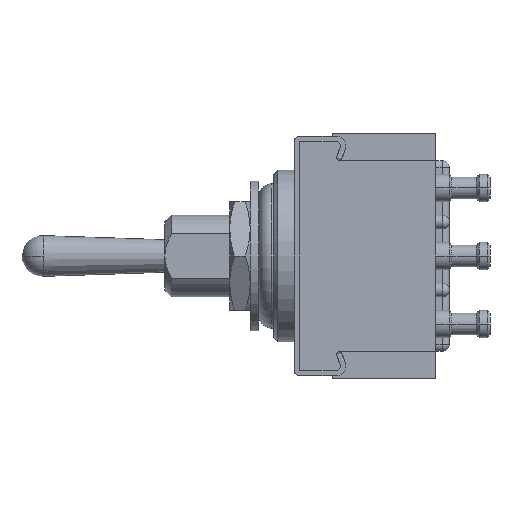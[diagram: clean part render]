
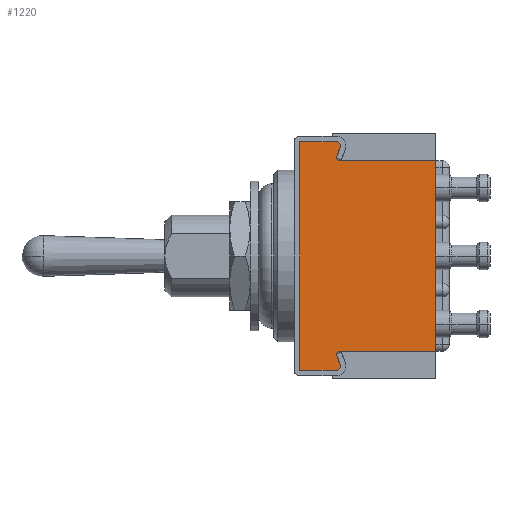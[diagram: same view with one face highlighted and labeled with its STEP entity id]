
A CAD part, left-side view. The second image highlights one B-rep face of the part: STEP entity #1220.
In plain terms, the highlighted planar face has unit normal (-1, 0, 0).
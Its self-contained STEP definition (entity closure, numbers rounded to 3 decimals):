
#124 = VERTEX_POINT ( 'NONE', #3307 ) ;
#127 = LINE ( 'NONE', #1413, #795 ) ;
#137 = EDGE_CURVE ( 'NONE', #124, #3670, #7197, .T. ) ;
#142 = DIRECTION ( 'NONE',  ( 0., -1., 0. ) ) ;
#161 = CARTESIAN_POINT ( 'NONE',  ( -7.4, 10., -8.4 ) ) ;
#206 = LINE ( 'NONE', #8480, #8860 ) ;
#258 = LINE ( 'NONE', #353, #1186 ) ;
#353 = CARTESIAN_POINT ( 'NONE',  ( -7.4, 7.017, 8.001 ) ) ;
#435 = ORIENTED_EDGE ( 'NONE', *, *, #3952, .F. ) ;
#579 = CARTESIAN_POINT ( 'NONE',  ( -7.4, 0., -7. ) ) ;
#653 = DIRECTION ( 'NONE',  ( 0., -1., 0. ) ) ;
#696 = AXIS2_PLACEMENT_3D ( 'NONE', #5147, #7790, #10358 ) ;
#795 = VECTOR ( 'NONE', #4175, 1000. ) ;
#862 = CARTESIAN_POINT ( 'NONE',  ( -7.4, 7.166, 7. ) ) ;
#1138 = DIRECTION ( 'NONE',  ( 0., 0., -1. ) ) ;
#1173 = CARTESIAN_POINT ( 'NONE',  ( -7.4, 7.166, -7. ) ) ;
#1186 = VECTOR ( 'NONE', #2333, 1000. ) ;
#1220 = ADVANCED_FACE ( 'NONE', ( #9855 ), #10250, .F. ) ;
#1233 = VERTEX_POINT ( 'NONE', #11126 ) ;
#1362 = EDGE_CURVE ( 'NONE', #4152, #8620, #5021, .T. ) ;
#1413 = CARTESIAN_POINT ( 'NONE',  ( -7.4, 7.3, -7.189 ) ) ;
#1515 = ORIENTED_EDGE ( 'NONE', *, *, #2197, .F. ) ;
#1653 = DIRECTION ( 'NONE',  ( 1., 0., 0. ) ) ;
#1728 = CIRCLE ( 'NONE', #696, 0.3 ) ;
#1786 = EDGE_CURVE ( 'NONE', #1233, #4152, #5284, .T. ) ;
#1808 = AXIS2_PLACEMENT_3D ( 'NONE', #4321, #1653, #10311 ) ;
#1829 = ORIENTED_EDGE ( 'NONE', *, *, #1786, .F. ) ;
#1973 = LINE ( 'NONE', #161, #9534 ) ;
#2197 = EDGE_CURVE ( 'NONE', #3670, #1233, #258, .T. ) ;
#2333 = DIRECTION ( 'NONE',  ( 0., 0.329, -0.944 ) ) ;
#2428 = LINE ( 'NONE', #7575, #10885 ) ;
#2558 = CARTESIAN_POINT ( 'NONE',  ( -7.4, 7.017, -8.001 ) ) ;
#2696 = VERTEX_POINT ( 'NONE', #8992 ) ;
#3004 = VERTEX_POINT ( 'NONE', #10258 ) ;
#3023 = VERTEX_POINT ( 'NONE', #7607 ) ;
#3250 = LINE ( 'NONE', #2558, #7556 ) ;
#3307 = CARTESIAN_POINT ( 'NONE',  ( -7.4, 7.3, 8.4 ) ) ;
#3670 = VERTEX_POINT ( 'NONE', #6026 ) ;
#3677 = VECTOR ( 'NONE', #142, 1000. ) ;
#3686 = VECTOR ( 'NONE', #5574, 1000. ) ;
#3952 = EDGE_CURVE ( 'NONE', #8620, #7517, #8263, .T. ) ;
#4152 = VERTEX_POINT ( 'NONE', #862 ) ;
#4175 = DIRECTION ( 'NONE',  ( 0., -0.579, 0.815 ) ) ;
#4278 = VERTEX_POINT ( 'NONE', #9659 ) ;
#4300 = DIRECTION ( 'NONE',  ( 0., 0.329, 0.944 ) ) ;
#4321 = CARTESIAN_POINT ( 'NONE',  ( -7.4, 7.3, 8.1 ) ) ;
#4750 = DIRECTION ( 'NONE',  ( 0., -1., 0. ) ) ;
#5021 = LINE ( 'NONE', #5325, #3677 ) ;
#5147 = CARTESIAN_POINT ( 'NONE',  ( -7.4, 7.3, -8.1 ) ) ;
#5283 = AXIS2_PLACEMENT_3D ( 'NONE', #11084, #5968, #1138 ) ;
#5284 = LINE ( 'NONE', #9264, #10111 ) ;
#5325 = CARTESIAN_POINT ( 'NONE',  ( -7.4, 7.166, 7. ) ) ;
#5574 = DIRECTION ( 'NONE',  ( 0., 0., -1. ) ) ;
#5858 = VERTEX_POINT ( 'NONE', #8166 ) ;
#5968 = DIRECTION ( 'NONE',  ( 1., 0., 0. ) ) ;
#6026 = CARTESIAN_POINT ( 'NONE',  ( -7.4, 7.017, 8.001 ) ) ;
#6370 = ORIENTED_EDGE ( 'NONE', *, *, #137, .F. ) ;
#6793 = CARTESIAN_POINT ( 'NONE',  ( -7.4, 7.3, -8.4 ) ) ;
#7197 = CIRCLE ( 'NONE', #5283, 0.3 ) ;
#7393 = ORIENTED_EDGE ( 'NONE', *, *, #9992, .T. ) ;
#7517 = VERTEX_POINT ( 'NONE', #579 ) ;
#7556 = VECTOR ( 'NONE', #4300, 1000. ) ;
#7575 = CARTESIAN_POINT ( 'NONE',  ( -7.4, 10., 8.4 ) ) ;
#7584 = DIRECTION ( 'NONE',  ( 0., -0.579, -0.815 ) ) ;
#7607 = CARTESIAN_POINT ( 'NONE',  ( -7.4, 7.166, -7. ) ) ;
#7790 = DIRECTION ( 'NONE',  ( -1., 0., 0. ) ) ;
#7844 = DIRECTION ( 'NONE',  ( 0., -1., 0. ) ) ;
#7920 = ORIENTED_EDGE ( 'NONE', *, *, #1362, .F. ) ;
#7940 = EDGE_CURVE ( 'NONE', #5858, #124, #2428, .T. ) ;
#8159 = EDGE_CURVE ( 'NONE', #2696, #3004, #3250, .T. ) ;
#8166 = CARTESIAN_POINT ( 'NONE',  ( -7.4, 10., 8.4 ) ) ;
#8191 = VECTOR ( 'NONE', #4750, 1000. ) ;
#8263 = LINE ( 'NONE', #10694, #3686 ) ;
#8358 = ORIENTED_EDGE ( 'NONE', *, *, #9832, .F. ) ;
#8480 = CARTESIAN_POINT ( 'NONE',  ( -7.4, 10., 8.4 ) ) ;
#8515 = ORIENTED_EDGE ( 'NONE', *, *, #8159, .T. ) ;
#8576 = EDGE_CURVE ( 'NONE', #10653, #2696, #1728, .T. ) ;
#8620 = VERTEX_POINT ( 'NONE', #10212 ) ;
#8860 = VECTOR ( 'NONE', #9341, 1000. ) ;
#8992 = CARTESIAN_POINT ( 'NONE',  ( -7.4, 7.017, -8.001 ) ) ;
#9264 = CARTESIAN_POINT ( 'NONE',  ( -7.4, 7.3, 7.189 ) ) ;
#9313 = ORIENTED_EDGE ( 'NONE', *, *, #8576, .T. ) ;
#9341 = DIRECTION ( 'NONE',  ( 0., 0., 1. ) ) ;
#9534 = VECTOR ( 'NONE', #7844, 1000. ) ;
#9552 = EDGE_LOOP ( 'NONE', ( #9859, #8358, #7393, #9313, #8515, #10629, #10739, #435, #7920, #1829, #1515, #6370 ) ) ;
#9570 = EDGE_CURVE ( 'NONE', #3023, #7517, #10448, .T. ) ;
#9659 = CARTESIAN_POINT ( 'NONE',  ( -7.4, 10., -8.4 ) ) ;
#9832 = EDGE_CURVE ( 'NONE', #4278, #5858, #206, .T. ) ;
#9855 = FACE_OUTER_BOUND ( 'NONE', #9552, .T. ) ;
#9859 = ORIENTED_EDGE ( 'NONE', *, *, #7940, .F. ) ;
#9992 = EDGE_CURVE ( 'NONE', #4278, #10653, #1973, .T. ) ;
#10111 = VECTOR ( 'NONE', #7584, 1000. ) ;
#10212 = CARTESIAN_POINT ( 'NONE',  ( -7.4, 0., 7. ) ) ;
#10250 = PLANE ( 'NONE',  #1808 ) ;
#10258 = CARTESIAN_POINT ( 'NONE',  ( -7.4, 7.3, -7.189 ) ) ;
#10311 = DIRECTION ( 'NONE',  ( 0., 0., -1. ) ) ;
#10358 = DIRECTION ( 'NONE',  ( 0., 0., 1. ) ) ;
#10448 = LINE ( 'NONE', #1173, #8191 ) ;
#10629 = ORIENTED_EDGE ( 'NONE', *, *, #11090, .T. ) ;
#10653 = VERTEX_POINT ( 'NONE', #6793 ) ;
#10694 = CARTESIAN_POINT ( 'NONE',  ( -7.4, 0., 7. ) ) ;
#10739 = ORIENTED_EDGE ( 'NONE', *, *, #9570, .T. ) ;
#10885 = VECTOR ( 'NONE', #653, 1000. ) ;
#11084 = CARTESIAN_POINT ( 'NONE',  ( -7.4, 7.3, 8.1 ) ) ;
#11090 = EDGE_CURVE ( 'NONE', #3004, #3023, #127, .T. ) ;
#11126 = CARTESIAN_POINT ( 'NONE',  ( -7.4, 7.3, 7.189 ) ) ;
